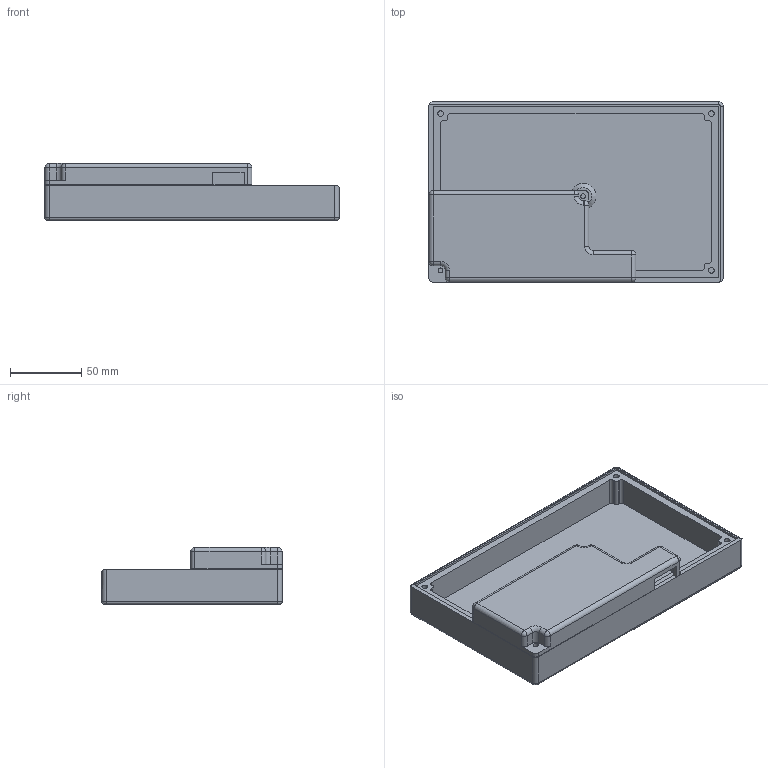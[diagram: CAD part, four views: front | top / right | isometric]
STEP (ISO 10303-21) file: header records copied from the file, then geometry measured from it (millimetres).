
FILE_DESCRIPTION(/* description */ ('','CAx-IF Rec.Pracs.---Representation and Presentation of Product Manufacturing Information (PMI)---4.0---2014-10-13'),/* implementation_level */ '2;1');
FILE_NAME(/* name */ 'enclosure.step',/* time_stamp */ '2024-11-27T22:23:02+02:00',/* author */ (''),/* organization */ (''),/* preprocessor_version */ 'ST-DEVELOPER v20',/* originating_system */ 'Autodesk Translation Framework v13.20.0.188',/* authorisation */ '');
FILE_SCHEMA (('AP242_MANAGED_MODEL_BASED_3D_ENGINEERING_MIM_LF { 1 0 10303 442 1 1 4 }'));
Length unit declared in the file: millimetre
Products named in the file (2): IOBOX; Top
Assembly tree (1 placements, depth 2):
  IOBOX
    Top
Bounding box: 206.4 x 126.4 x 40 mm (x, y, z)
Volume: 223153.3 mm3; surface area: 108453.6 mm2
Topology: 2 solids, 2 shells, 129 faces, 310 edges, 194 vertices
Faces by surface type: plane 59, cylinder 54, sphere 7, bspline 5, torus 3, cone 1
Full cylindrical faces by diameter (mm): 3.4 x2, 4 x5, 12 x1
Entity records: 3838 total; most frequent: CARTESIAN_POINT 694, DIRECTION 677, ORIENTED_EDGE 620, EDGE_CURVE 310, AXIS2_PLACEMENT_3D 242, VERTEX_POINT 194, LINE 193, VECTOR 193
